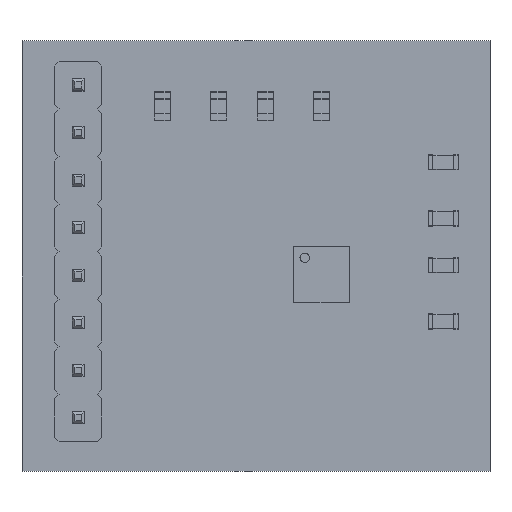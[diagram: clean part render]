
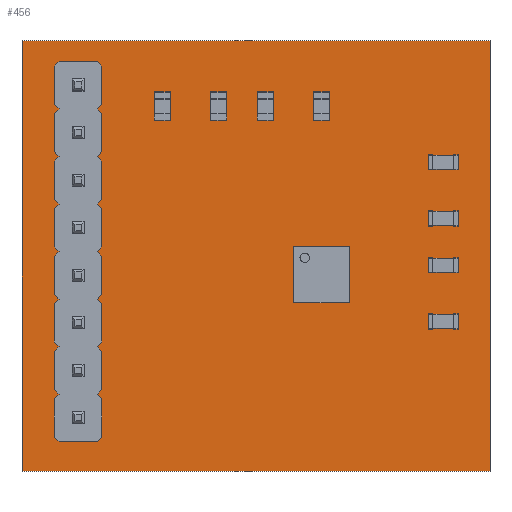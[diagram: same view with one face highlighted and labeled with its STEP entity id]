
A CAD part, top view. The second image highlights one B-rep face of the part: STEP entity #456.
In plain terms, the highlighted planar face has unit normal (0, 0, 1).
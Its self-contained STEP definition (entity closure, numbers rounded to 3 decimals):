
#73 = VERTEX_POINT('',#74);
#74 = CARTESIAN_POINT('',(126.,-98.,0.));
#91 = VERTEX_POINT('',#92);
#92 = CARTESIAN_POINT('',(126.,-75.,0.));
#98 = EDGE_CURVE('',#73,#91,#99,.T.);
#99 = LINE('',#100,#101);
#100 = CARTESIAN_POINT('',(126.,-98.,0.));
#101 = VECTOR('',#102,1.);
#102 = DIRECTION('',(0.,1.,0.));
#113 = VERTEX_POINT('',#114);
#114 = CARTESIAN_POINT('',(151.,-98.,0.));
#129 = EDGE_CURVE('',#113,#73,#130,.T.);
#130 = LINE('',#131,#132);
#131 = CARTESIAN_POINT('',(151.,-98.,0.));
#132 = VECTOR('',#133,1.);
#133 = DIRECTION('',(-1.,0.,0.));
#153 = VERTEX_POINT('',#154);
#154 = CARTESIAN_POINT('',(151.,-75.,0.));
#160 = EDGE_CURVE('',#91,#153,#161,.T.);
#161 = LINE('',#162,#163);
#162 = CARTESIAN_POINT('',(126.,-75.,0.));
#163 = VECTOR('',#164,1.);
#164 = DIRECTION('',(1.,0.,0.));
#182 = EDGE_CURVE('',#153,#113,#183,.T.);
#183 = LINE('',#184,#185);
#184 = CARTESIAN_POINT('',(151.,-75.,0.));
#185 = VECTOR('',#186,1.);
#186 = DIRECTION('',(0.,-1.,0.));
#197 = VERTEX_POINT('',#198);
#198 = CARTESIAN_POINT('',(129.5,-82.46,0.));
#214 = EDGE_CURVE('',#197,#197,#215,.T.);
#215 = CIRCLE('',#216,0.5);
#216 = AXIS2_PLACEMENT_3D('',#217,#218,#219);
#217 = CARTESIAN_POINT('',(129.,-82.46,0.));
#218 = DIRECTION('',(0.,0.,1.));
#219 = DIRECTION('',(1.,0.,0.));
#230 = VERTEX_POINT('',#231);
#231 = CARTESIAN_POINT('',(129.5,-79.92,0.));
#247 = EDGE_CURVE('',#230,#230,#248,.T.);
#248 = CIRCLE('',#249,0.5);
#249 = AXIS2_PLACEMENT_3D('',#250,#251,#252);
#250 = CARTESIAN_POINT('',(129.,-79.92,0.));
#251 = DIRECTION('',(0.,0.,1.));
#252 = DIRECTION('',(1.,0.,0.));
#263 = VERTEX_POINT('',#264);
#264 = CARTESIAN_POINT('',(129.5,-77.38,0.));
#280 = EDGE_CURVE('',#263,#263,#281,.T.);
#281 = CIRCLE('',#282,0.5);
#282 = AXIS2_PLACEMENT_3D('',#283,#284,#285);
#283 = CARTESIAN_POINT('',(129.,-77.38,0.));
#284 = DIRECTION('',(0.,0.,1.));
#285 = DIRECTION('',(1.,0.,0.));
#296 = VERTEX_POINT('',#297);
#297 = CARTESIAN_POINT('',(129.5,-85.,0.));
#313 = EDGE_CURVE('',#296,#296,#314,.T.);
#314 = CIRCLE('',#315,0.5);
#315 = AXIS2_PLACEMENT_3D('',#316,#317,#318);
#316 = CARTESIAN_POINT('',(129.,-85.,0.));
#317 = DIRECTION('',(0.,0.,1.));
#318 = DIRECTION('',(1.,0.,0.));
#329 = VERTEX_POINT('',#330);
#330 = CARTESIAN_POINT('',(129.5,-95.16,0.));
#346 = EDGE_CURVE('',#329,#329,#347,.T.);
#347 = CIRCLE('',#348,0.5);
#348 = AXIS2_PLACEMENT_3D('',#349,#350,#351);
#349 = CARTESIAN_POINT('',(129.,-95.16,0.));
#350 = DIRECTION('',(0.,0.,1.));
#351 = DIRECTION('',(1.,0.,0.));
#362 = VERTEX_POINT('',#363);
#363 = CARTESIAN_POINT('',(129.5,-92.62,0.));
#379 = EDGE_CURVE('',#362,#362,#380,.T.);
#380 = CIRCLE('',#381,0.5);
#381 = AXIS2_PLACEMENT_3D('',#382,#383,#384);
#382 = CARTESIAN_POINT('',(129.,-92.62,0.));
#383 = DIRECTION('',(0.,0.,1.));
#384 = DIRECTION('',(1.,0.,0.));
#395 = VERTEX_POINT('',#396);
#396 = CARTESIAN_POINT('',(129.5,-87.54,0.));
#412 = EDGE_CURVE('',#395,#395,#413,.T.);
#413 = CIRCLE('',#414,0.5);
#414 = AXIS2_PLACEMENT_3D('',#415,#416,#417);
#415 = CARTESIAN_POINT('',(129.,-87.54,0.));
#416 = DIRECTION('',(0.,0.,1.));
#417 = DIRECTION('',(1.,0.,0.));
#428 = VERTEX_POINT('',#429);
#429 = CARTESIAN_POINT('',(129.5,-90.08,0.));
#445 = EDGE_CURVE('',#428,#428,#446,.T.);
#446 = CIRCLE('',#447,0.5);
#447 = AXIS2_PLACEMENT_3D('',#448,#449,#450);
#448 = CARTESIAN_POINT('',(129.,-90.08,0.));
#449 = DIRECTION('',(0.,0.,1.));
#450 = DIRECTION('',(1.,0.,0.));
#456 = ADVANCED_FACE('',(#457,#463,#466,#469,#472,#475,#478,#481,#484),
  #487,.T.);
#457 = FACE_BOUND('',#458,.T.);
#458 = EDGE_LOOP('',(#459,#460,#461,#462));
#459 = ORIENTED_EDGE('',*,*,#98,.F.);
#460 = ORIENTED_EDGE('',*,*,#129,.F.);
#461 = ORIENTED_EDGE('',*,*,#182,.F.);
#462 = ORIENTED_EDGE('',*,*,#160,.F.);
#463 = FACE_BOUND('',#464,.T.);
#464 = EDGE_LOOP('',(#465));
#465 = ORIENTED_EDGE('',*,*,#214,.F.);
#466 = FACE_BOUND('',#467,.T.);
#467 = EDGE_LOOP('',(#468));
#468 = ORIENTED_EDGE('',*,*,#247,.F.);
#469 = FACE_BOUND('',#470,.T.);
#470 = EDGE_LOOP('',(#471));
#471 = ORIENTED_EDGE('',*,*,#280,.F.);
#472 = FACE_BOUND('',#473,.T.);
#473 = EDGE_LOOP('',(#474));
#474 = ORIENTED_EDGE('',*,*,#313,.F.);
#475 = FACE_BOUND('',#476,.T.);
#476 = EDGE_LOOP('',(#477));
#477 = ORIENTED_EDGE('',*,*,#346,.F.);
#478 = FACE_BOUND('',#479,.T.);
#479 = EDGE_LOOP('',(#480));
#480 = ORIENTED_EDGE('',*,*,#379,.F.);
#481 = FACE_BOUND('',#482,.T.);
#482 = EDGE_LOOP('',(#483));
#483 = ORIENTED_EDGE('',*,*,#412,.F.);
#484 = FACE_BOUND('',#485,.T.);
#485 = EDGE_LOOP('',(#486));
#486 = ORIENTED_EDGE('',*,*,#445,.F.);
#487 = PLANE('',#488);
#488 = AXIS2_PLACEMENT_3D('',#489,#490,#491);
#489 = CARTESIAN_POINT('',(126.,-98.,0.));
#490 = DIRECTION('',(0.,0.,1.));
#491 = DIRECTION('',(1.,0.,0.));
